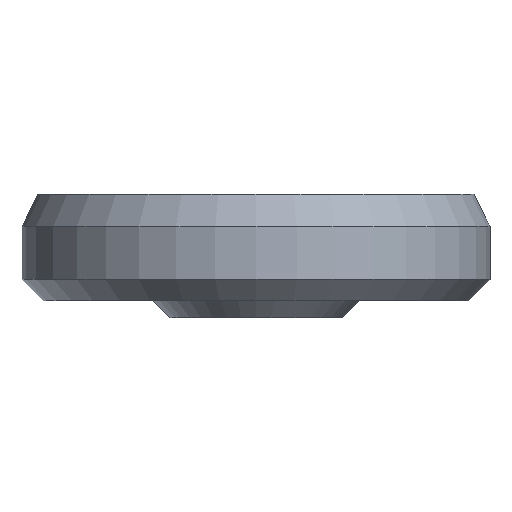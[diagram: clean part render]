
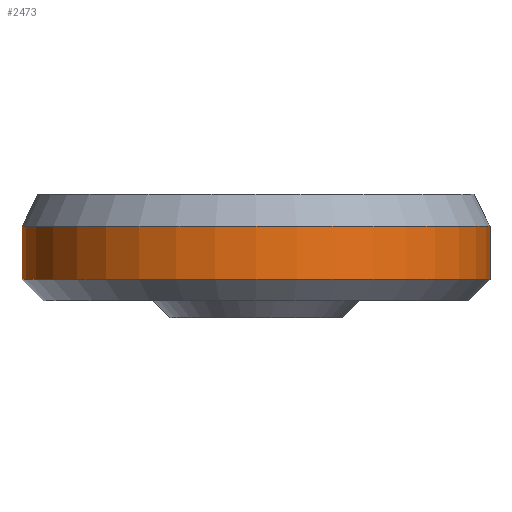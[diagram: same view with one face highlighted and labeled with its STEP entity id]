
A CAD part, front view. The second image highlights one B-rep face of the part: STEP entity #2473.
In plain terms, the highlighted cylindrical face has radius 11 mm (diameter 22 mm), a full revolution.
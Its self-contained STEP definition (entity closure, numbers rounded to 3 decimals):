
#2406 = CONICAL_SURFACE('',#2407,11.,0.785);
#2407 = AXIS2_PLACEMENT_3D('',#2408,#2409,#2410);
#2408 = CARTESIAN_POINT('',(0.,0.,1.));
#2409 = DIRECTION('',(0.,0.,1.));
#2410 = DIRECTION('',(-1.,0.,0.));
#2425 = VERTEX_POINT('',#2426);
#2426 = CARTESIAN_POINT('',(-11.,0.,1.));
#2445 = EDGE_CURVE('',#2425,#2425,#2446,.T.);
#2446 = SURFACE_CURVE('',#2447,(#2452,#2459),.PCURVE_S1.);
#2447 = CIRCLE('',#2448,11.);
#2448 = AXIS2_PLACEMENT_3D('',#2449,#2450,#2451);
#2449 = CARTESIAN_POINT('',(0.,0.,1.));
#2450 = DIRECTION('',(0.,0.,1.));
#2451 = DIRECTION('',(-1.,0.,0.));
#2452 = PCURVE('',#2406,#2453);
#2453 = DEFINITIONAL_REPRESENTATION('',(#2454),#2458);
#2454 = LINE('',#2455,#2456);
#2455 = CARTESIAN_POINT('',(0.,-0.));
#2456 = VECTOR('',#2457,1.);
#2457 = DIRECTION('',(1.,-0.));
#2458 = ( GEOMETRIC_REPRESENTATION_CONTEXT(2) 
PARAMETRIC_REPRESENTATION_CONTEXT() REPRESENTATION_CONTEXT('2D SPACE',''
  ) );
#2459 = PCURVE('',#2460,#2465);
#2460 = CYLINDRICAL_SURFACE('',#2461,11.);
#2461 = AXIS2_PLACEMENT_3D('',#2462,#2463,#2464);
#2462 = CARTESIAN_POINT('',(0.,0.,0.));
#2463 = DIRECTION('',(0.,0.,1.));
#2464 = DIRECTION('',(-1.,0.,0.));
#2465 = DEFINITIONAL_REPRESENTATION('',(#2466),#2470);
#2466 = LINE('',#2467,#2468);
#2467 = CARTESIAN_POINT('',(0.,1.));
#2468 = VECTOR('',#2469,1.);
#2469 = DIRECTION('',(1.,0.));
#2470 = ( GEOMETRIC_REPRESENTATION_CONTEXT(2) 
PARAMETRIC_REPRESENTATION_CONTEXT() REPRESENTATION_CONTEXT('2D SPACE',''
  ) );
#2473 = ADVANCED_FACE('',(#2474),#2460,.T.);
#2474 = FACE_BOUND('',#2475,.T.);
#2475 = EDGE_LOOP('',(#2476,#2499,#2500,#2501,#2529));
#2476 = ORIENTED_EDGE('',*,*,#2477,.F.);
#2477 = EDGE_CURVE('',#2425,#2478,#2480,.T.);
#2478 = VERTEX_POINT('',#2479);
#2479 = CARTESIAN_POINT('',(-11.,0.,3.5));
#2480 = SEAM_CURVE('',#2481,(#2485,#2492),.PCURVE_S1.);
#2481 = LINE('',#2482,#2483);
#2482 = CARTESIAN_POINT('',(-11.,0.,0.));
#2483 = VECTOR('',#2484,1.);
#2484 = DIRECTION('',(0.,0.,1.));
#2485 = PCURVE('',#2460,#2486);
#2486 = DEFINITIONAL_REPRESENTATION('',(#2487),#2491);
#2487 = LINE('',#2488,#2489);
#2488 = CARTESIAN_POINT('',(0.,0.));
#2489 = VECTOR('',#2490,1.);
#2490 = DIRECTION('',(0.,1.));
#2491 = ( GEOMETRIC_REPRESENTATION_CONTEXT(2) 
PARAMETRIC_REPRESENTATION_CONTEXT() REPRESENTATION_CONTEXT('2D SPACE',''
  ) );
#2492 = PCURVE('',#2460,#2493);
#2493 = DEFINITIONAL_REPRESENTATION('',(#2494),#2498);
#2494 = LINE('',#2495,#2496);
#2495 = CARTESIAN_POINT('',(6.283,0.));
#2496 = VECTOR('',#2497,1.);
#2497 = DIRECTION('',(0.,1.));
#2498 = ( GEOMETRIC_REPRESENTATION_CONTEXT(2) 
PARAMETRIC_REPRESENTATION_CONTEXT() REPRESENTATION_CONTEXT('2D SPACE',''
  ) );
#2499 = ORIENTED_EDGE('',*,*,#2445,.T.);
#2500 = ORIENTED_EDGE('',*,*,#2477,.T.);
#2501 = ORIENTED_EDGE('',*,*,#2502,.F.);
#2502 = EDGE_CURVE('',#2503,#2478,#2505,.T.);
#2503 = VERTEX_POINT('',#2504);
#2504 = CARTESIAN_POINT('',(11.,0.,3.5));
#2505 = SURFACE_CURVE('',#2506,(#2511,#2517),.PCURVE_S1.);
#2506 = CIRCLE('',#2507,11.);
#2507 = AXIS2_PLACEMENT_3D('',#2508,#2509,#2510);
#2508 = CARTESIAN_POINT('',(0.,0.,3.5));
#2509 = DIRECTION('',(0.,0.,1.));
#2510 = DIRECTION('',(-1.,0.,0.));
#2511 = PCURVE('',#2460,#2512);
#2512 = DEFINITIONAL_REPRESENTATION('',(#2513),#2516);
#2513 = B_SPLINE_CURVE_WITH_KNOTS('',1,(#2514,#2515),.UNSPECIFIED.,.F.,
  .F.,(2,2),(3.142,6.283),.PIECEWISE_BEZIER_KNOTS.);
#2514 = CARTESIAN_POINT('',(3.142,3.5));
#2515 = CARTESIAN_POINT('',(6.283,3.5));
#2516 = ( GEOMETRIC_REPRESENTATION_CONTEXT(2) 
PARAMETRIC_REPRESENTATION_CONTEXT() REPRESENTATION_CONTEXT('2D SPACE',''
  ) );
#2517 = PCURVE('',#2518,#2523);
#2518 = CONICAL_SURFACE('',#2519,10.5,0.464);
#2519 = AXIS2_PLACEMENT_3D('',#2520,#2521,#2522);
#2520 = CARTESIAN_POINT('',(0.,0.,4.5));
#2521 = DIRECTION('',(0.,0.,-1.));
#2522 = DIRECTION('',(-1.,0.,0.));
#2523 = DEFINITIONAL_REPRESENTATION('',(#2524),#2528);
#2524 = LINE('',#2525,#2526);
#2525 = CARTESIAN_POINT('',(6.283,1.));
#2526 = VECTOR('',#2527,1.);
#2527 = DIRECTION('',(-1.,0.));
#2528 = ( GEOMETRIC_REPRESENTATION_CONTEXT(2) 
PARAMETRIC_REPRESENTATION_CONTEXT() REPRESENTATION_CONTEXT('2D SPACE',''
  ) );
#2529 = ORIENTED_EDGE('',*,*,#2530,.F.);
#2530 = EDGE_CURVE('',#2478,#2503,#2531,.T.);
#2531 = SURFACE_CURVE('',#2532,(#2537,#2543),.PCURVE_S1.);
#2532 = CIRCLE('',#2533,11.);
#2533 = AXIS2_PLACEMENT_3D('',#2534,#2535,#2536);
#2534 = CARTESIAN_POINT('',(0.,0.,3.5));
#2535 = DIRECTION('',(0.,0.,1.));
#2536 = DIRECTION('',(-1.,0.,0.));
#2537 = PCURVE('',#2460,#2538);
#2538 = DEFINITIONAL_REPRESENTATION('',(#2539),#2542);
#2539 = B_SPLINE_CURVE_WITH_KNOTS('',1,(#2540,#2541),.UNSPECIFIED.,.F.,
  .F.,(2,2),(6.283,9.425),.PIECEWISE_BEZIER_KNOTS.);
#2540 = CARTESIAN_POINT('',(0.,3.5));
#2541 = CARTESIAN_POINT('',(3.142,3.5));
#2542 = ( GEOMETRIC_REPRESENTATION_CONTEXT(2) 
PARAMETRIC_REPRESENTATION_CONTEXT() REPRESENTATION_CONTEXT('2D SPACE',''
  ) );
#2543 = PCURVE('',#2518,#2544);
#2544 = DEFINITIONAL_REPRESENTATION('',(#2545),#2549);
#2545 = LINE('',#2546,#2547);
#2546 = CARTESIAN_POINT('',(6.283,1.));
#2547 = VECTOR('',#2548,1.);
#2548 = DIRECTION('',(-1.,0.));
#2549 = ( GEOMETRIC_REPRESENTATION_CONTEXT(2) 
PARAMETRIC_REPRESENTATION_CONTEXT() REPRESENTATION_CONTEXT('2D SPACE',''
  ) );
